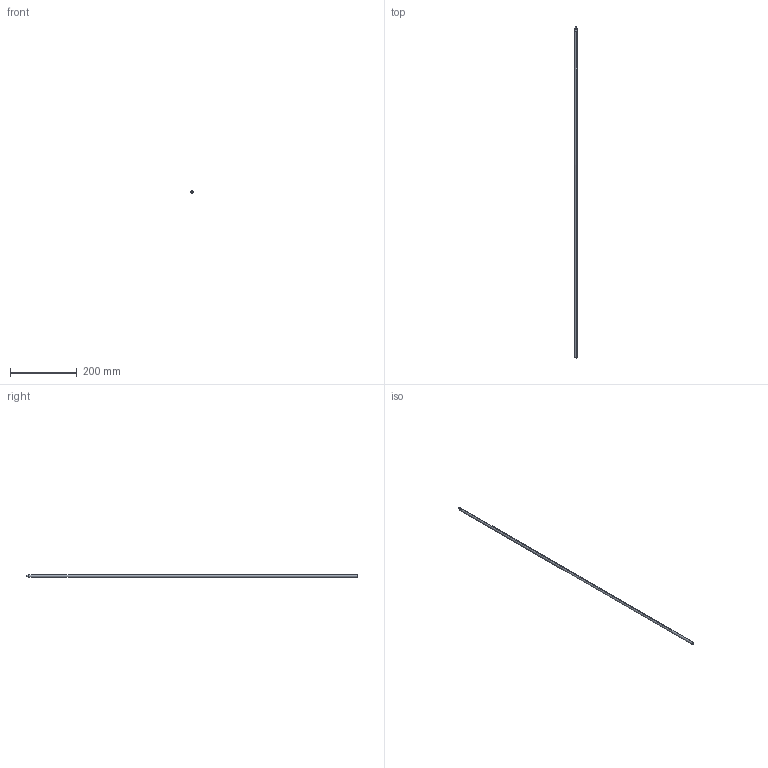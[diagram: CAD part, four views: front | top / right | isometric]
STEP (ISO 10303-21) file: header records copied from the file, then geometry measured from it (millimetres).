
FILE_DESCRIPTION (( 'STEP AP214' ), '1' );
FILE_NAME ('GWR-P1000.STEP', '2020-05-20T16:28:08', ( '' ), ( '' ), 'SwSTEP 2.0', 'SolidWorks 2017', '' );
FILE_SCHEMA (( 'AUTOMOTIVE_DESIGN' ));
Length unit declared in the file: inch
Products named in the file (1): GWR-P1000
Bounding box: 8 x 995 x 8 mm (x, y, z)
Volume: 49732.9 mm3; surface area: 25027.2 mm2
Topology: 1 solids, 1 shells, 19 faces, 42 edges, 26 vertices
Faces by surface type: cylinder 8, cone 6, plane 5
Entity records: 658 total; most frequent: CARTESIAN_POINT 200, DIRECTION 88, ORIENTED_EDGE 84, EDGE_CURVE 42, AXIS2_PLACEMENT_3D 34, VERTEX_POINT 26, VECTOR 20, LINE 20
